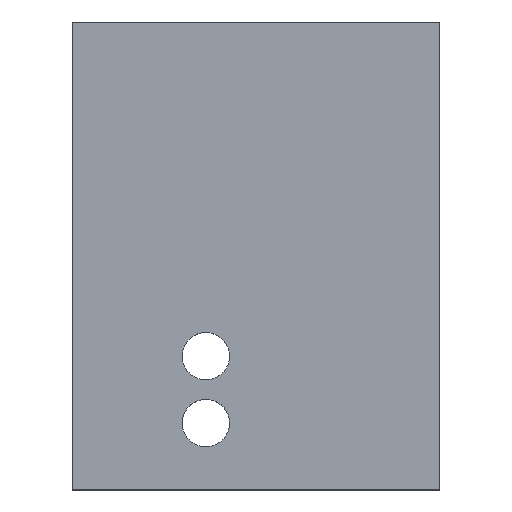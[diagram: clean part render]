
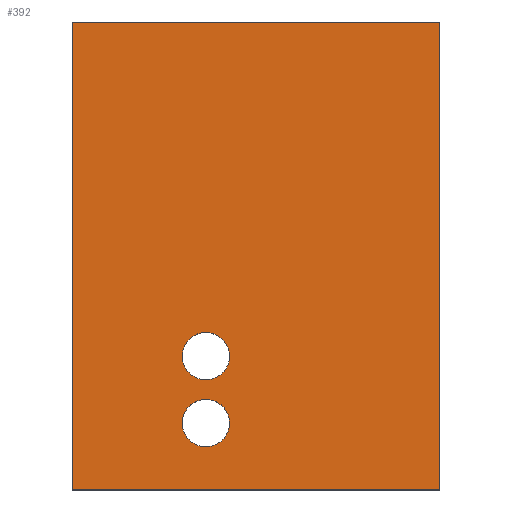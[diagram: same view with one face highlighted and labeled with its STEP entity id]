
A CAD part, top view. The second image highlights one B-rep face of the part: STEP entity #392.
In plain terms, the highlighted planar face has unit normal (0, 0, 1).
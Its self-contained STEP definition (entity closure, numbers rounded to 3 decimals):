
#35 = VERTEX_POINT('',#36);
#36 = CARTESIAN_POINT('',(155.486,-113.894,1.6));
#43 = PLANE('',#44);
#44 = AXIS2_PLACEMENT_3D('',#45,#46,#47);
#45 = CARTESIAN_POINT('',(155.486,-113.894,0.));
#46 = DIRECTION('',(0.,-1.,0.));
#47 = DIRECTION('',(-1.,0.,0.));
#55 = PLANE('',#56);
#56 = AXIS2_PLACEMENT_3D('',#57,#58,#59);
#57 = CARTESIAN_POINT('',(155.486,-96.114,0.));
#58 = DIRECTION('',(1.,0.,-0.));
#59 = DIRECTION('',(0.,-1.,0.));
#67 = EDGE_CURVE('',#35,#68,#70,.T.);
#68 = VERTEX_POINT('',#69);
#69 = CARTESIAN_POINT('',(141.516,-113.894,1.6));
#70 = SURFACE_CURVE('',#71,(#75,#82),.PCURVE_S1.);
#71 = LINE('',#72,#73);
#72 = CARTESIAN_POINT('',(155.486,-113.894,1.6));
#73 = VECTOR('',#74,1.);
#74 = DIRECTION('',(-1.,0.,0.));
#75 = PCURVE('',#43,#76);
#76 = DEFINITIONAL_REPRESENTATION('',(#77),#81);
#77 = LINE('',#78,#79);
#78 = CARTESIAN_POINT('',(0.,-1.6));
#79 = VECTOR('',#80,1.);
#80 = DIRECTION('',(1.,0.));
#81 = ( GEOMETRIC_REPRESENTATION_CONTEXT(2) 
PARAMETRIC_REPRESENTATION_CONTEXT() REPRESENTATION_CONTEXT('2D SPACE',''
  ) );
#82 = PCURVE('',#83,#88);
#83 = PLANE('',#84);
#84 = AXIS2_PLACEMENT_3D('',#85,#86,#87);
#85 = CARTESIAN_POINT('',(148.501,-105.004,1.6));
#86 = DIRECTION('',(-0.,-0.,-1.));
#87 = DIRECTION('',(-1.,0.,0.));
#88 = DEFINITIONAL_REPRESENTATION('',(#89),#93);
#89 = LINE('',#90,#91);
#90 = CARTESIAN_POINT('',(-6.985,-8.89));
#91 = VECTOR('',#92,1.);
#92 = DIRECTION('',(1.,0.));
#93 = ( GEOMETRIC_REPRESENTATION_CONTEXT(2) 
PARAMETRIC_REPRESENTATION_CONTEXT() REPRESENTATION_CONTEXT('2D SPACE',''
  ) );
#111 = PLANE('',#112);
#112 = AXIS2_PLACEMENT_3D('',#113,#114,#115);
#113 = CARTESIAN_POINT('',(141.516,-113.894,0.));
#114 = DIRECTION('',(-1.,0.,0.));
#115 = DIRECTION('',(0.,1.,0.));
#155 = VERTEX_POINT('',#156);
#156 = CARTESIAN_POINT('',(155.486,-96.114,1.6));
#170 = PLANE('',#171);
#171 = AXIS2_PLACEMENT_3D('',#172,#173,#174);
#172 = CARTESIAN_POINT('',(141.516,-96.114,0.));
#173 = DIRECTION('',(0.,1.,0.));
#174 = DIRECTION('',(1.,0.,0.));
#182 = EDGE_CURVE('',#155,#35,#183,.T.);
#183 = SURFACE_CURVE('',#184,(#188,#195),.PCURVE_S1.);
#184 = LINE('',#185,#186);
#185 = CARTESIAN_POINT('',(155.486,-96.114,1.6));
#186 = VECTOR('',#187,1.);
#187 = DIRECTION('',(0.,-1.,0.));
#188 = PCURVE('',#55,#189);
#189 = DEFINITIONAL_REPRESENTATION('',(#190),#194);
#190 = LINE('',#191,#192);
#191 = CARTESIAN_POINT('',(0.,-1.6));
#192 = VECTOR('',#193,1.);
#193 = DIRECTION('',(1.,0.));
#194 = ( GEOMETRIC_REPRESENTATION_CONTEXT(2) 
PARAMETRIC_REPRESENTATION_CONTEXT() REPRESENTATION_CONTEXT('2D SPACE',''
  ) );
#195 = PCURVE('',#83,#196);
#196 = DEFINITIONAL_REPRESENTATION('',(#197),#201);
#197 = LINE('',#198,#199);
#198 = CARTESIAN_POINT('',(-6.985,8.89));
#199 = VECTOR('',#200,1.);
#200 = DIRECTION('',(0.,-1.));
#201 = ( GEOMETRIC_REPRESENTATION_CONTEXT(2) 
PARAMETRIC_REPRESENTATION_CONTEXT() REPRESENTATION_CONTEXT('2D SPACE',''
  ) );
#229 = EDGE_CURVE('',#68,#230,#232,.T.);
#230 = VERTEX_POINT('',#231);
#231 = CARTESIAN_POINT('',(141.516,-96.114,1.6));
#232 = SURFACE_CURVE('',#233,(#237,#244),.PCURVE_S1.);
#233 = LINE('',#234,#235);
#234 = CARTESIAN_POINT('',(141.516,-113.894,1.6));
#235 = VECTOR('',#236,1.);
#236 = DIRECTION('',(0.,1.,0.));
#237 = PCURVE('',#111,#238);
#238 = DEFINITIONAL_REPRESENTATION('',(#239),#243);
#239 = LINE('',#240,#241);
#240 = CARTESIAN_POINT('',(0.,-1.6));
#241 = VECTOR('',#242,1.);
#242 = DIRECTION('',(1.,0.));
#243 = ( GEOMETRIC_REPRESENTATION_CONTEXT(2) 
PARAMETRIC_REPRESENTATION_CONTEXT() REPRESENTATION_CONTEXT('2D SPACE',''
  ) );
#244 = PCURVE('',#83,#245);
#245 = DEFINITIONAL_REPRESENTATION('',(#246),#250);
#246 = LINE('',#247,#248);
#247 = CARTESIAN_POINT('',(6.985,-8.89));
#248 = VECTOR('',#249,1.);
#249 = DIRECTION('',(0.,1.));
#250 = ( GEOMETRIC_REPRESENTATION_CONTEXT(2) 
PARAMETRIC_REPRESENTATION_CONTEXT() REPRESENTATION_CONTEXT('2D SPACE',''
  ) );
#346 = CYLINDRICAL_SURFACE('',#347,0.9);
#347 = AXIS2_PLACEMENT_3D('',#348,#349,#350);
#348 = CARTESIAN_POINT('',(146.596,-111.354,-0.8));
#349 = DIRECTION('',(0.,0.,1.));
#350 = DIRECTION('',(1.,0.,-0.));
#381 = CYLINDRICAL_SURFACE('',#382,0.9);
#382 = AXIS2_PLACEMENT_3D('',#383,#384,#385);
#383 = CARTESIAN_POINT('',(146.596,-108.814,-0.8));
#384 = DIRECTION('',(0.,0.,1.));
#385 = DIRECTION('',(1.,0.,-0.));
#392 = ADVANCED_FACE('',(#393,#419,#449),#83,.F.);
#393 = FACE_BOUND('',#394,.F.);
#394 = EDGE_LOOP('',(#395,#396,#397,#418));
#395 = ORIENTED_EDGE('',*,*,#67,.T.);
#396 = ORIENTED_EDGE('',*,*,#229,.T.);
#397 = ORIENTED_EDGE('',*,*,#398,.T.);
#398 = EDGE_CURVE('',#230,#155,#399,.T.);
#399 = SURFACE_CURVE('',#400,(#404,#411),.PCURVE_S1.);
#400 = LINE('',#401,#402);
#401 = CARTESIAN_POINT('',(141.516,-96.114,1.6));
#402 = VECTOR('',#403,1.);
#403 = DIRECTION('',(1.,0.,0.));
#404 = PCURVE('',#83,#405);
#405 = DEFINITIONAL_REPRESENTATION('',(#406),#410);
#406 = LINE('',#407,#408);
#407 = CARTESIAN_POINT('',(6.985,8.89));
#408 = VECTOR('',#409,1.);
#409 = DIRECTION('',(-1.,0.));
#410 = ( GEOMETRIC_REPRESENTATION_CONTEXT(2) 
PARAMETRIC_REPRESENTATION_CONTEXT() REPRESENTATION_CONTEXT('2D SPACE',''
  ) );
#411 = PCURVE('',#170,#412);
#412 = DEFINITIONAL_REPRESENTATION('',(#413),#417);
#413 = LINE('',#414,#415);
#414 = CARTESIAN_POINT('',(0.,-1.6));
#415 = VECTOR('',#416,1.);
#416 = DIRECTION('',(1.,0.));
#417 = ( GEOMETRIC_REPRESENTATION_CONTEXT(2) 
PARAMETRIC_REPRESENTATION_CONTEXT() REPRESENTATION_CONTEXT('2D SPACE',''
  ) );
#418 = ORIENTED_EDGE('',*,*,#182,.T.);
#419 = FACE_BOUND('',#420,.F.);
#420 = EDGE_LOOP('',(#421));
#421 = ORIENTED_EDGE('',*,*,#422,.T.);
#422 = EDGE_CURVE('',#423,#423,#425,.T.);
#423 = VERTEX_POINT('',#424);
#424 = CARTESIAN_POINT('',(147.496,-111.354,1.6));
#425 = SURFACE_CURVE('',#426,(#431,#442),.PCURVE_S1.);
#426 = CIRCLE('',#427,0.9);
#427 = AXIS2_PLACEMENT_3D('',#428,#429,#430);
#428 = CARTESIAN_POINT('',(146.596,-111.354,1.6));
#429 = DIRECTION('',(0.,0.,1.));
#430 = DIRECTION('',(1.,0.,-0.));
#431 = PCURVE('',#83,#432);
#432 = DEFINITIONAL_REPRESENTATION('',(#433),#441);
#433 = ( BOUNDED_CURVE() B_SPLINE_CURVE(2,(#434,#435,#436,#437,#438,#439
,#440),.UNSPECIFIED.,.T.,.F.) B_SPLINE_CURVE_WITH_KNOTS((1,2,2,2,2,1),(
    -2.094,0.,2.094,4.189,6.283,
8.378),.UNSPECIFIED.) CURVE() GEOMETRIC_REPRESENTATION_ITEM() 
RATIONAL_B_SPLINE_CURVE((1.,0.5,1.,0.5,1.,0.5,1.)) REPRESENTATION_ITEM(
  '') );
#434 = CARTESIAN_POINT('',(1.005,-6.35));
#435 = CARTESIAN_POINT('',(1.005,-4.791));
#436 = CARTESIAN_POINT('',(2.355,-5.571));
#437 = CARTESIAN_POINT('',(3.705,-6.35));
#438 = CARTESIAN_POINT('',(2.355,-7.129));
#439 = CARTESIAN_POINT('',(1.005,-7.909));
#440 = CARTESIAN_POINT('',(1.005,-6.35));
#441 = ( GEOMETRIC_REPRESENTATION_CONTEXT(2) 
PARAMETRIC_REPRESENTATION_CONTEXT() REPRESENTATION_CONTEXT('2D SPACE',''
  ) );
#442 = PCURVE('',#346,#443);
#443 = DEFINITIONAL_REPRESENTATION('',(#444),#448);
#444 = LINE('',#445,#446);
#445 = CARTESIAN_POINT('',(0.,2.4));
#446 = VECTOR('',#447,1.);
#447 = DIRECTION('',(1.,0.));
#448 = ( GEOMETRIC_REPRESENTATION_CONTEXT(2) 
PARAMETRIC_REPRESENTATION_CONTEXT() REPRESENTATION_CONTEXT('2D SPACE',''
  ) );
#449 = FACE_BOUND('',#450,.F.);
#450 = EDGE_LOOP('',(#451));
#451 = ORIENTED_EDGE('',*,*,#452,.T.);
#452 = EDGE_CURVE('',#453,#453,#455,.T.);
#453 = VERTEX_POINT('',#454);
#454 = CARTESIAN_POINT('',(147.496,-108.814,1.6));
#455 = SURFACE_CURVE('',#456,(#461,#472),.PCURVE_S1.);
#456 = CIRCLE('',#457,0.9);
#457 = AXIS2_PLACEMENT_3D('',#458,#459,#460);
#458 = CARTESIAN_POINT('',(146.596,-108.814,1.6));
#459 = DIRECTION('',(0.,0.,1.));
#460 = DIRECTION('',(1.,0.,-0.));
#461 = PCURVE('',#83,#462);
#462 = DEFINITIONAL_REPRESENTATION('',(#463),#471);
#463 = ( BOUNDED_CURVE() B_SPLINE_CURVE(2,(#464,#465,#466,#467,#468,#469
,#470),.UNSPECIFIED.,.T.,.F.) B_SPLINE_CURVE_WITH_KNOTS((1,2,2,2,2,1),(
    -2.094,0.,2.094,4.189,6.283,
8.378),.UNSPECIFIED.) CURVE() GEOMETRIC_REPRESENTATION_ITEM() 
RATIONAL_B_SPLINE_CURVE((1.,0.5,1.,0.5,1.,0.5,1.)) REPRESENTATION_ITEM(
  '') );
#464 = CARTESIAN_POINT('',(1.005,-3.81));
#465 = CARTESIAN_POINT('',(1.005,-2.251));
#466 = CARTESIAN_POINT('',(2.355,-3.031));
#467 = CARTESIAN_POINT('',(3.705,-3.81));
#468 = CARTESIAN_POINT('',(2.355,-4.589));
#469 = CARTESIAN_POINT('',(1.005,-5.369));
#470 = CARTESIAN_POINT('',(1.005,-3.81));
#471 = ( GEOMETRIC_REPRESENTATION_CONTEXT(2) 
PARAMETRIC_REPRESENTATION_CONTEXT() REPRESENTATION_CONTEXT('2D SPACE',''
  ) );
#472 = PCURVE('',#381,#473);
#473 = DEFINITIONAL_REPRESENTATION('',(#474),#478);
#474 = LINE('',#475,#476);
#475 = CARTESIAN_POINT('',(0.,2.4));
#476 = VECTOR('',#477,1.);
#477 = DIRECTION('',(1.,0.));
#478 = ( GEOMETRIC_REPRESENTATION_CONTEXT(2) 
PARAMETRIC_REPRESENTATION_CONTEXT() REPRESENTATION_CONTEXT('2D SPACE',''
  ) );
